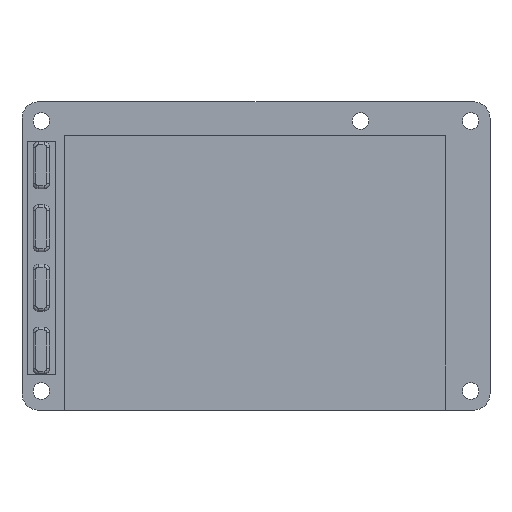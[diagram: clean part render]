
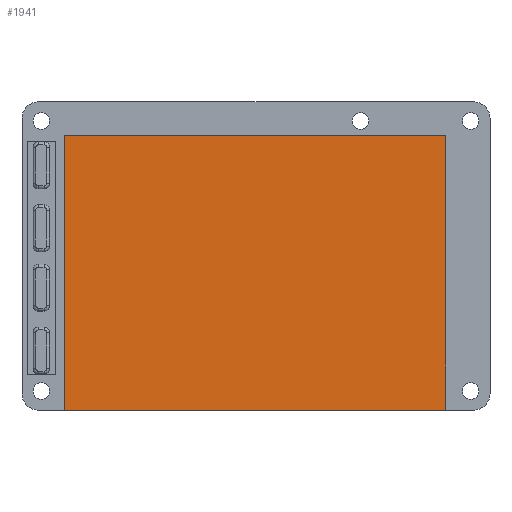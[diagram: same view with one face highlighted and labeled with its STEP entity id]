
A CAD part, top view. The second image highlights one B-rep face of the part: STEP entity #1941.
In plain terms, the highlighted planar face has unit normal (0, 0, 1).
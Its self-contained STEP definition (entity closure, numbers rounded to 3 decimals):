
#226=FACE_OUTER_BOUND('',#351,.T.);
#351=EDGE_LOOP('',(#1453,#1454,#1455,#1456));
#481=LINE('',#2932,#667);
#521=LINE('',#3019,#707);
#523=LINE('',#3023,#709);
#525=LINE('',#3026,#711);
#667=VECTOR('',#2321,10.);
#707=VECTOR('',#2413,10.);
#709=VECTOR('',#2417,10.);
#711=VECTOR('',#2421,10.);
#856=VERTEX_POINT('',#2929);
#857=VERTEX_POINT('',#2931);
#878=VERTEX_POINT('',#3018);
#879=VERTEX_POINT('',#3022);
#1044=EDGE_CURVE('',#857,#856,#481,.T.);
#1086=EDGE_CURVE('',#878,#857,#521,.T.);
#1088=EDGE_CURVE('',#879,#878,#523,.T.);
#1090=EDGE_CURVE('',#856,#879,#525,.T.);
#1453=ORIENTED_EDGE('',*,*,#1044,.T.);
#1454=ORIENTED_EDGE('',*,*,#1090,.T.);
#1455=ORIENTED_EDGE('',*,*,#1088,.T.);
#1456=ORIENTED_EDGE('',*,*,#1086,.T.);
#1878=PLANE('',#2085);
#1941=ADVANCED_FACE('',(#226),#1878,.T.);
#2085=AXIS2_PLACEMENT_3D('',#3027,#2422,#2423);
#2321=DIRECTION('',(1.,0.,0.));
#2413=DIRECTION('',(0.,-1.,0.));
#2417=DIRECTION('',(-1.,0.,0.));
#2421=DIRECTION('',(0.,1.,0.));
#2422=DIRECTION('center_axis',(0.,0.,1.));
#2423=DIRECTION('ref_axis',(1.,0.,0.));
#2929=CARTESIAN_POINT('',(77.,-56.,3.8));
#2931=CARTESIAN_POINT('',(7.8,-56.,3.8));
#2932=CARTESIAN_POINT('',(77.,-56.,3.8));
#3018=CARTESIAN_POINT('',(7.8,-6.1,3.8));
#3019=CARTESIAN_POINT('',(7.8,-56.,3.8));
#3022=CARTESIAN_POINT('',(77.,-6.1,3.8));
#3023=CARTESIAN_POINT('',(7.8,-6.1,3.8));
#3026=CARTESIAN_POINT('',(77.,-6.1,3.8));
#3027=CARTESIAN_POINT('Origin',(42.4,-31.05,3.8));
